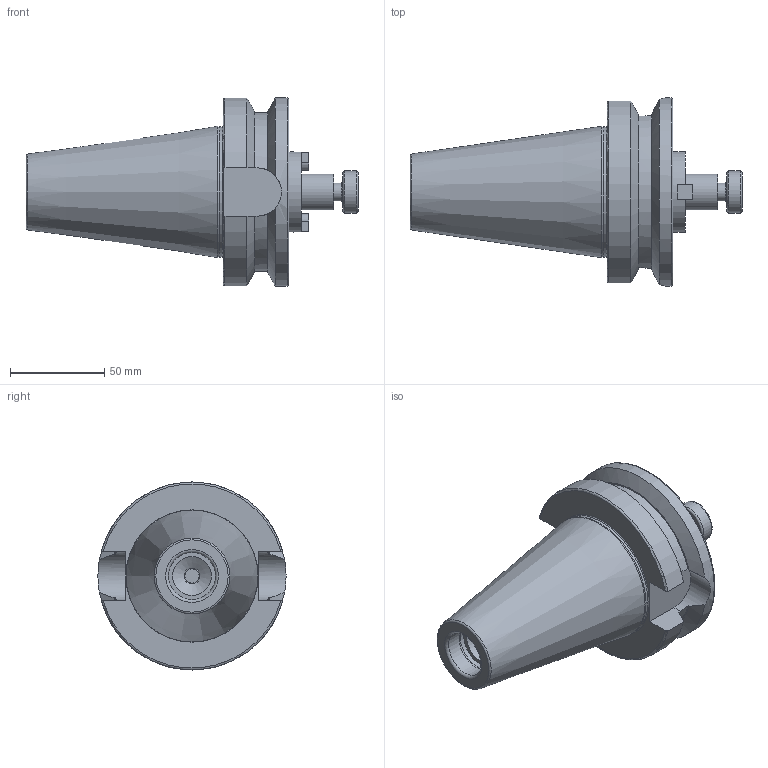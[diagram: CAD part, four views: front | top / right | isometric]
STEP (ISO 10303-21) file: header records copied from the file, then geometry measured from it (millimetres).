
FILE_DESCRIPTION(/* description */ (''),/* implementation_level */ '2;1');
FILE_NAME(/* name */ 'EI010.stp',/* time_stamp */ '2026-01-08T09:40:15+09:00',/* author */ ('YSH'),/* organization */ (''),/* preprocessor_version */ 'ST-DEVELOPER v20.1',/* originating_system */ 'Autodesk Inventor 2026',/* authorisation */ '');
FILE_SCHEMA (('AUTOMOTIVE_DESIGN { 1 0 10303 214 3 1 1 }'));
Products named in the file (5): LO-BT50-SMA19.05-44.45; BT50; SMA27-DRIV EKEY-SECO; #3350; COLLAR BOLT-UNF3_8-24x24L
Assembly tree (4 placements, depth 2):
  LO-BT50-SMA19.05-44.45
    BT50
    SMA27-DRIV EKEY-SECO  x2
    COLLAR BOLT-UNF3_8-24x24L
  #3350
Bounding box: 176.52 x 100 x 100 mm (x, y, z)
Volume: 471169.9 mm3; surface area: 59074.2 mm2
Topology: 6 solids, 6 shells, 129 faces, 307 edges, 200 vertices
Faces by surface type: plane 68, cylinder 32, cone 16, torus 13
Full cylindrical faces by diameter (mm): 2.487 x2, 3.175 x2, 3.3 x2, 5.207 x2, 5.4 x2, 7.938 x1, 8.382 x1, 9.525 x1, 10.5 x1, 19.05 x1, 20.752 x1, 22.4 x1, 25 x1, 25.6 x1, 43 x1, 69.3 x1, 100 x1
Entity records: 3330 total; most frequent: CARTESIAN_POINT 646, DIRECTION 558, ORIENTED_EDGE 498, EDGE_CURVE 249, AXIS2_PLACEMENT_3D 219, VERTEX_POINT 164, EDGE_LOOP 121, LINE 120
